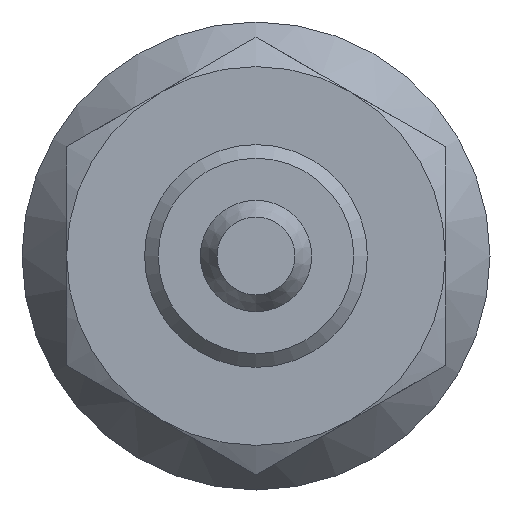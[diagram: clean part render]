
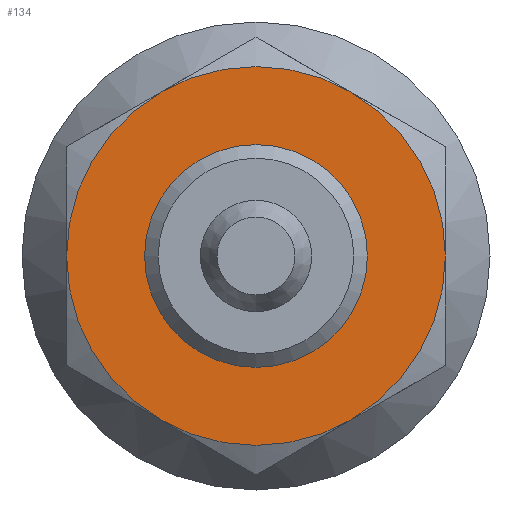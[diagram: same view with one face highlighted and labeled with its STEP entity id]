
A CAD part, front view. The second image highlights one B-rep face of the part: STEP entity #134.
In plain terms, the highlighted planar face has unit normal (0, -1, 0).
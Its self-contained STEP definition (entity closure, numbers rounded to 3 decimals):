
#134 = ADVANCED_FACE( '', ( #308, #309 ), #310, .F. );
#308 = FACE_BOUND( '', #523, .T. );
#309 = FACE_OUTER_BOUND( '', #524, .T. );
#310 = PLANE( '', #525 );
#523 = EDGE_LOOP( '', ( #858 ) );
#524 = EDGE_LOOP( '', ( #859, #860, #861, #862, #863, #864 ) );
#525 = AXIS2_PLACEMENT_3D( '', #865, #866, #867 );
#858 = ORIENTED_EDGE( '', *, *, #1194, .F. );
#859 = ORIENTED_EDGE( '', *, *, #1302, .T. );
#860 = ORIENTED_EDGE( '', *, *, #1303, .T. );
#861 = ORIENTED_EDGE( '', *, *, #1304, .T. );
#862 = ORIENTED_EDGE( '', *, *, #1284, .T. );
#863 = ORIENTED_EDGE( '', *, *, #1305, .T. );
#864 = ORIENTED_EDGE( '', *, *, #1263, .T. );
#865 = CARTESIAN_POINT( '', ( 8.5, -18., 0. ) );
#866 = DIRECTION( '', ( 0., 1., 0. ) );
#867 = DIRECTION( '', ( 0., 0., 1. ) );
#1194 = EDGE_CURVE( '', #1401, #1401, #1402, .F. );
#1263 = EDGE_CURVE( '', #1517, #1514, #1518, .T. );
#1284 = EDGE_CURVE( '', #1550, #1547, #1551, .T. );
#1302 = EDGE_CURVE( '', #1514, #1561, #1580, .T. );
#1303 = EDGE_CURVE( '', #1561, #1573, #1581, .T. );
#1304 = EDGE_CURVE( '', #1573, #1550, #1582, .T. );
#1305 = EDGE_CURVE( '', #1547, #1517, #1583, .T. );
#1401 = VERTEX_POINT( '', #1702 );
#1402 = CIRCLE( '', #1703, 5. );
#1514 = VERTEX_POINT( '', #1879 );
#1517 = VERTEX_POINT( '', #1889 );
#1518 = CIRCLE( '', #1890, 8.5 );
#1547 = VERTEX_POINT( '', #1957 );
#1550 = VERTEX_POINT( '', #1965 );
#1551 = CIRCLE( '', #1966, 8.5 );
#1561 = VERTEX_POINT( '', #1992 );
#1573 = VERTEX_POINT( '', #2028 );
#1580 = CIRCLE( '', #2047, 8.5 );
#1581 = CIRCLE( '', #2048, 8.5 );
#1582 = CIRCLE( '', #2049, 8.5 );
#1583 = CIRCLE( '', #2050, 8.5 );
#1702 = CARTESIAN_POINT( '', ( 0., -18., 5. ) );
#1703 = AXIS2_PLACEMENT_3D( '', #2242, #2243, #2244 );
#1879 = CARTESIAN_POINT( '', ( 4.25, -18., -7.361 ) );
#1889 = CARTESIAN_POINT( '', ( -4.25, -18., -7.361 ) );
#1890 = AXIS2_PLACEMENT_3D( '', #2327, #2328, #2329 );
#1957 = CARTESIAN_POINT( '', ( -8.5, -18., 0. ) );
#1965 = CARTESIAN_POINT( '', ( -4.25, -18., 7.361 ) );
#1966 = AXIS2_PLACEMENT_3D( '', #2343, #2344, #2345 );
#1992 = CARTESIAN_POINT( '', ( 8.5, -18., 0. ) );
#2028 = CARTESIAN_POINT( '', ( 4.25, -18., 7.361 ) );
#2047 = AXIS2_PLACEMENT_3D( '', #2352, #2353, #2354 );
#2048 = AXIS2_PLACEMENT_3D( '', #2355, #2356, #2357 );
#2049 = AXIS2_PLACEMENT_3D( '', #2358, #2359, #2360 );
#2050 = AXIS2_PLACEMENT_3D( '', #2361, #2362, #2363 );
#2242 = CARTESIAN_POINT( '', ( 0., -18., 0. ) );
#2243 = DIRECTION( '', ( 0., 1., 0. ) );
#2244 = DIRECTION( '', ( 0., 0., 1. ) );
#2327 = CARTESIAN_POINT( '', ( 0., -18., 0. ) );
#2328 = DIRECTION( '', ( 0., -1., 0. ) );
#2329 = DIRECTION( '', ( 0., 0., -1. ) );
#2343 = CARTESIAN_POINT( '', ( 0., -18., 0. ) );
#2344 = DIRECTION( '', ( 0., -1., 0. ) );
#2345 = DIRECTION( '', ( 0., 0., -1. ) );
#2352 = CARTESIAN_POINT( '', ( 0., -18., 0. ) );
#2353 = DIRECTION( '', ( 0., -1., 0. ) );
#2354 = DIRECTION( '', ( 0., 0., -1. ) );
#2355 = CARTESIAN_POINT( '', ( 0., -18., 0. ) );
#2356 = DIRECTION( '', ( 0., -1., 0. ) );
#2357 = DIRECTION( '', ( 0., 0., -1. ) );
#2358 = CARTESIAN_POINT( '', ( 0., -18., 0. ) );
#2359 = DIRECTION( '', ( 0., -1., 0. ) );
#2360 = DIRECTION( '', ( 0., 0., -1. ) );
#2361 = CARTESIAN_POINT( '', ( 0., -18., 0. ) );
#2362 = DIRECTION( '', ( 0., -1., 0. ) );
#2363 = DIRECTION( '', ( 0., 0., -1. ) );
